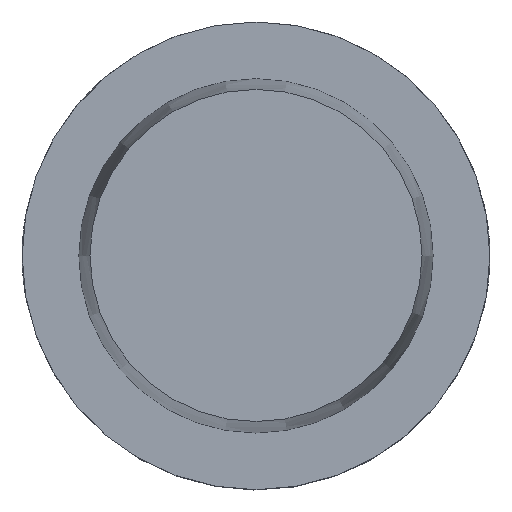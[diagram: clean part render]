
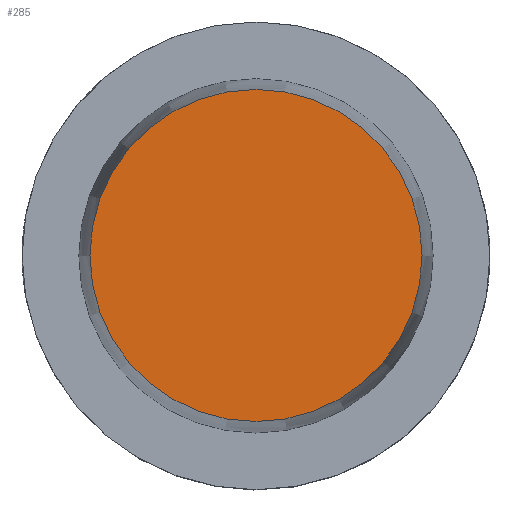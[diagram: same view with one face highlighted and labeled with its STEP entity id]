
A CAD part, top view. The second image highlights one B-rep face of the part: STEP entity #285.
In plain terms, the highlighted planar face has unit normal (0, 0, 1).
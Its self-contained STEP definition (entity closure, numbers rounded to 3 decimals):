
#285=ADVANCED_FACE('240[2]',(#713),#714,.T.);
#496=EDGE_CURVE('240[2]',#980,#980,#981,.T.);
#713=FACE_OUTER_BOUND('',#1400,.T.);
#714=PLANE('',#1401);
#980=VERTEX_POINT('',#1877);
#981=CIRCLE('',#1878,35.5);
#1400=EDGE_LOOP('',(#2079));
#1401=AXIS2_PLACEMENT_3D('',#2080,#2081,#2082);
#1877=CARTESIAN_POINT('',(35.5,0.,50.));
#1878=AXIS2_PLACEMENT_3D('',#2449,#2450,#2451);
#2079=ORIENTED_EDGE('',*,*,#496,.F.);
#2080=CARTESIAN_POINT('',(17.75,0.,50.));
#2081=DIRECTION('',(0.,0.,1.0));
#2082=DIRECTION('',(1.0,0.,0.0));
#2449=CARTESIAN_POINT('',(0.,0.,50.));
#2450=DIRECTION('',(0.,0.,-1.0));
#2451=DIRECTION('',(1.0,0.,0.));
